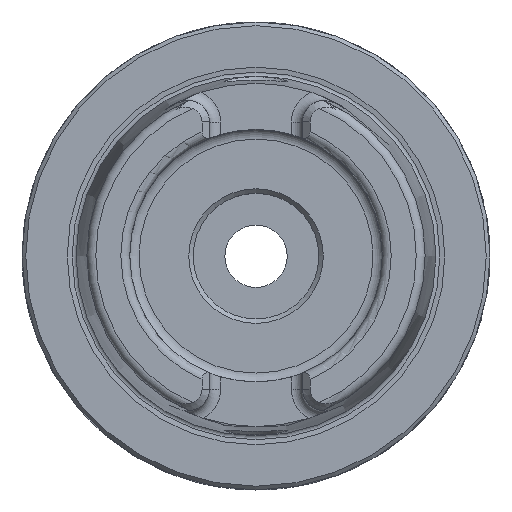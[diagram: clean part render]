
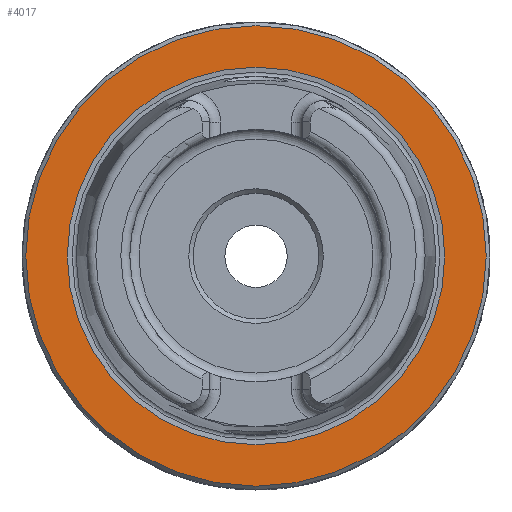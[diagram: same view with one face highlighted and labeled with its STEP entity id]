
A CAD part, top view. The second image highlights one B-rep face of the part: STEP entity #4017.
In plain terms, the highlighted planar face has unit normal (0, 0, 1).
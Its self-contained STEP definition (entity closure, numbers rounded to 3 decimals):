
#343=PLANE('',#4305);
#668=ORIENTED_EDGE('',*,*,#1308,.T.);
#669=ORIENTED_EDGE('',*,*,#1309,.F.);
#1308=EDGE_CURVE('',#1644,#1644,#1841,.T.);
#1309=EDGE_CURVE('',#1645,#1645,#1842,.T.);
#1644=VERTEX_POINT('',#6089);
#1645=VERTEX_POINT('',#6092);
#1841=CIRCLE('',#4304,31.);
#1842=CIRCLE('',#4306,25.418);
#2051=EDGE_LOOP('',(#668));
#2052=EDGE_LOOP('',(#669));
#2360=FACE_BOUND('',#2051,.T.);
#2361=FACE_BOUND('',#2052,.T.);
#4017=ADVANCED_FACE('',(#2360,#2361),#343,.T.);
#4304=AXIS2_PLACEMENT_3D('',#6088,#4842,#4843);
#4305=AXIS2_PLACEMENT_3D('',#6090,#4844,#4845);
#4306=AXIS2_PLACEMENT_3D('',#6091,#4846,#4847);
#4842=DIRECTION('',(0.,0.,1.));
#4843=DIRECTION('',(1.,0.,0.));
#4844=DIRECTION('',(0.,0.,1.));
#4845=DIRECTION('',(1.,0.,0.));
#4846=DIRECTION('',(0.,0.,1.));
#4847=DIRECTION('',(1.,0.,0.));
#6088=CARTESIAN_POINT('',(0.,0.,100.));
#6089=CARTESIAN_POINT('',(31.,0.,100.));
#6090=CARTESIAN_POINT('',(31.,0.,100.));
#6091=CARTESIAN_POINT('',(0.,0.,100.));
#6092=CARTESIAN_POINT('',(25.418,0.,100.));
